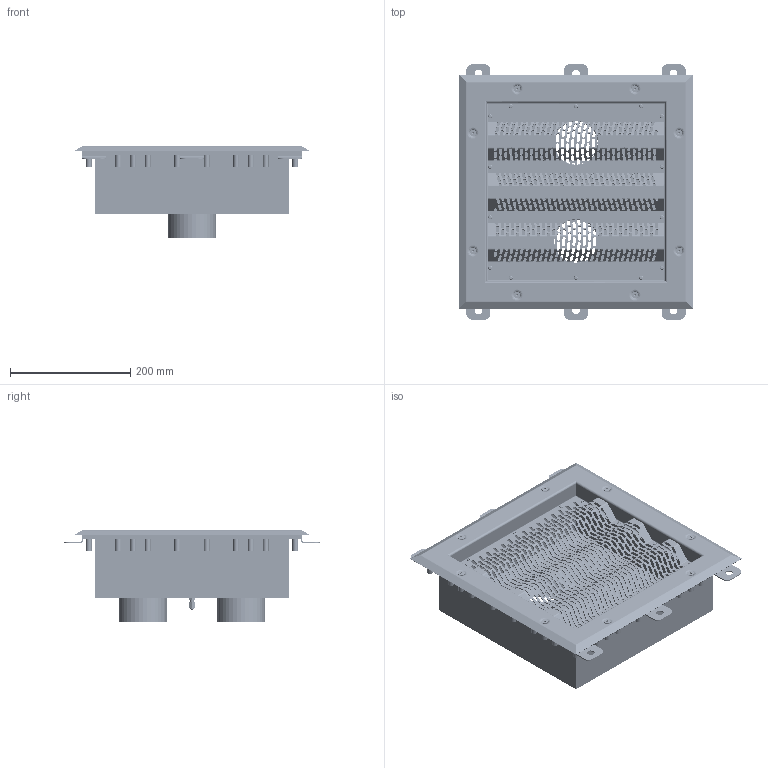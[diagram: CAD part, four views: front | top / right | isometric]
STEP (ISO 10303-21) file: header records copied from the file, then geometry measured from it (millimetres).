
FILE_DESCRIPTION(('STEP AP214'), '1');
FILE_NAME('Ð05-19 Âîäîçàáîð ïðÿìîóãîëüíûé 60 ì?÷ ïëåíêà', '2024-12-06T10:21:23', ('Runwill'), (''), 'C3D Converter', 'C3D Toolkit', '');
FILE_SCHEMA(('AUTOMOTIVE_DESIGN { 1 0 10303 214 3 1 1}'));
Length unit declared in the file: millimetre
Assembly tree (102 placements, depth 4):
  (unnamed)
    (unnamed)
      (unnamed)  x36
      (unnamed)
        (unnamed)
        (unnamed)  x2
    (unnamed)
    (unnamed)  x2
    (unnamed)  x28
    (unnamed)  x8
    (unnamed)
      (unnamed)
      (unnamed)  x14
    (unnamed)  x3
    (unnamed)  x3
Bounding box: 390.45 x 425 x 151.8 mm (x, y, z)
Volume: 954854.3 mm3; surface area: 1218559.7 mm2
Topology: 102 solids, 102 shells, 5900 faces, 16043 edges, 9655 vertices
Faces by surface type: cylinder 2379, plane 2356, bspline 907, cone 141, torus 89, sphere 28
Full cylindrical faces by diameter (mm): 1.85 x14, 3.2 x42, 4.917 x38, 6 x37, 7.5 x144, 10 x37, 11.34 x8, 12.4 x6, 80 x2
Entity records: 224628 total; most frequent: CARTESIAN_POINT 95534, ORIENTED_EDGE 28046, DIRECTION 23600, EDGE_CURVE 14023, LINE 8924, VECTOR 8924, VERTEX_POINT 8485, AXIS2_PLACEMENT_3D 7338
